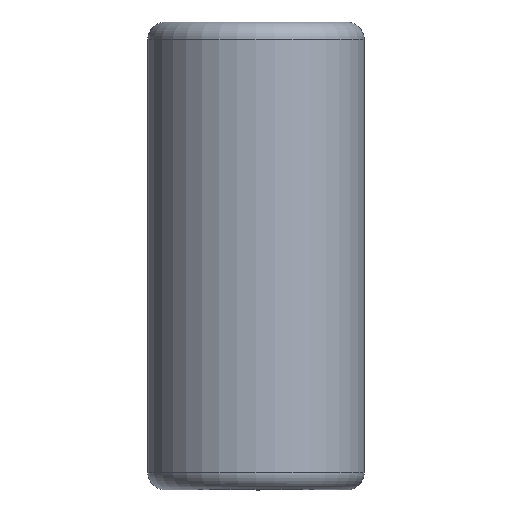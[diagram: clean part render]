
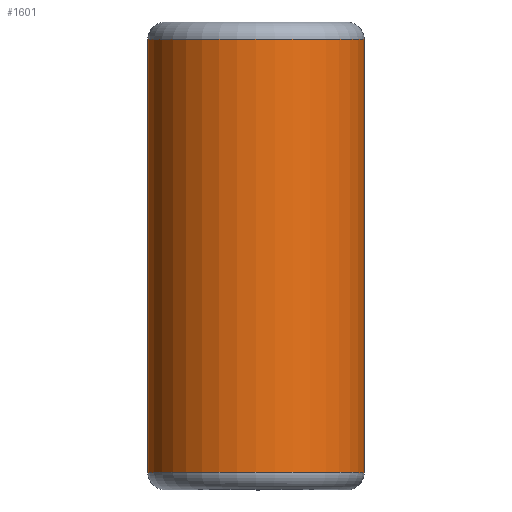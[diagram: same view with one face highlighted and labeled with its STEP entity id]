
A CAD part, top view. The second image highlights one B-rep face of the part: STEP entity #1601.
In plain terms, the highlighted cylindrical face has radius 4.775 mm (diameter 9.55 mm), a partial arc.
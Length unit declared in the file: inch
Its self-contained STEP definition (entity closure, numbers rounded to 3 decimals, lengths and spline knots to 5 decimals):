
#7 = CARTESIAN_POINT ( 'NONE',  ( 0., 0.375, 0. ) ) ;
#32 = CYLINDRICAL_SURFACE ( 'NONE', #1404, 0.188 ) ;
#74 = AXIS2_PLACEMENT_3D ( 'NONE', #191, #1583, #409 ) ;
#84 = DIRECTION ( 'NONE',  ( 0., 1., 0. ) ) ;
#191 = CARTESIAN_POINT ( 'NONE',  ( 0., -0.37625, 0. ) ) ;
#265 = CIRCLE ( 'NONE', #1609, 0.188 ) ;
#267 = LINE ( 'NONE', #727, #2218 ) ;
#404 = CARTESIAN_POINT ( 'NONE',  ( 0.188, -0.37625, 0. ) ) ;
#409 = DIRECTION ( 'NONE',  ( 0., 0., -1. ) ) ;
#470 = EDGE_CURVE ( 'NONE', #1287, #609, #2052, .T. ) ;
#557 = ORIENTED_EDGE ( 'NONE', *, *, #470, .T. ) ;
#609 = VERTEX_POINT ( 'NONE', #2205 ) ;
#677 = CARTESIAN_POINT ( 'NONE',  ( 0., 0.37625, -0.188 ) ) ;
#727 = CARTESIAN_POINT ( 'NONE',  ( 0., 0.37625, -0.188 ) ) ;
#967 = ORIENTED_EDGE ( 'NONE', *, *, #1543, .F. ) ;
#997 = DIRECTION ( 'NONE',  ( 0., -1., 0. ) ) ;
#1070 = VECTOR ( 'NONE', #84, 39.37008 ) ;
#1287 = VERTEX_POINT ( 'NONE', #404 ) ;
#1322 = EDGE_LOOP ( 'NONE', ( #557, #1918, #2154, #967 ) ) ;
#1404 = AXIS2_PLACEMENT_3D ( 'NONE', #7, #1608, #1432 ) ;
#1432 = DIRECTION ( 'NONE',  ( 0., 0., -1. ) ) ;
#1543 = EDGE_CURVE ( 'NONE', #1287, #2138, #2321, .T. ) ;
#1583 = DIRECTION ( 'NONE',  ( 0., -1., 0. ) ) ;
#1601 = ADVANCED_FACE ( 'NONE', ( #2297 ), #32, .T. ) ;
#1608 = DIRECTION ( 'NONE',  ( 0., -1., 0. ) ) ;
#1609 = AXIS2_PLACEMENT_3D ( 'NONE', #2099, #997, #2265 ) ;
#1723 = VERTEX_POINT ( 'NONE', #677 ) ;
#1867 = DIRECTION ( 'NONE',  ( 0., 1., 0. ) ) ;
#1918 = ORIENTED_EDGE ( 'NONE', *, *, #2375, .T. ) ;
#2052 = LINE ( 'NONE', #2332, #1070 ) ;
#2099 = CARTESIAN_POINT ( 'NONE',  ( 0., 0.37625, 0. ) ) ;
#2132 = EDGE_CURVE ( 'NONE', #2138, #1723, #267, .T. ) ;
#2138 = VERTEX_POINT ( 'NONE', #2365 ) ;
#2154 = ORIENTED_EDGE ( 'NONE', *, *, #2132, .F. ) ;
#2205 = CARTESIAN_POINT ( 'NONE',  ( 0.188, 0.37625, 0. ) ) ;
#2218 = VECTOR ( 'NONE', #1867, 39.37008 ) ;
#2265 = DIRECTION ( 'NONE',  ( 0., 0., -1. ) ) ;
#2297 = FACE_OUTER_BOUND ( 'NONE', #1322, .T. ) ;
#2321 = CIRCLE ( 'NONE', #74, 0.188 ) ;
#2332 = CARTESIAN_POINT ( 'NONE',  ( 0.188, 0.37625, 0. ) ) ;
#2365 = CARTESIAN_POINT ( 'NONE',  ( 0., -0.37625, -0.188 ) ) ;
#2375 = EDGE_CURVE ( 'NONE', #609, #1723, #265, .T. ) ;
